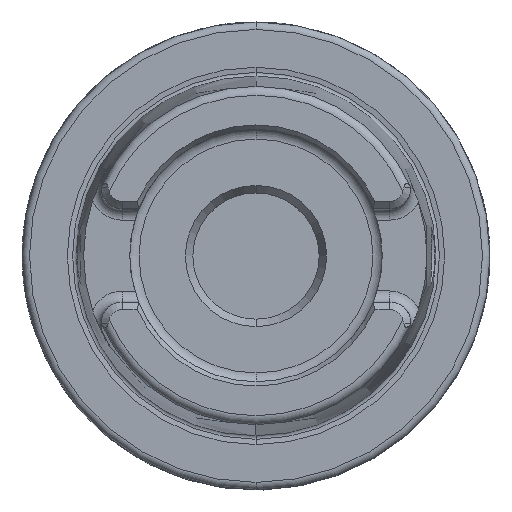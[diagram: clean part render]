
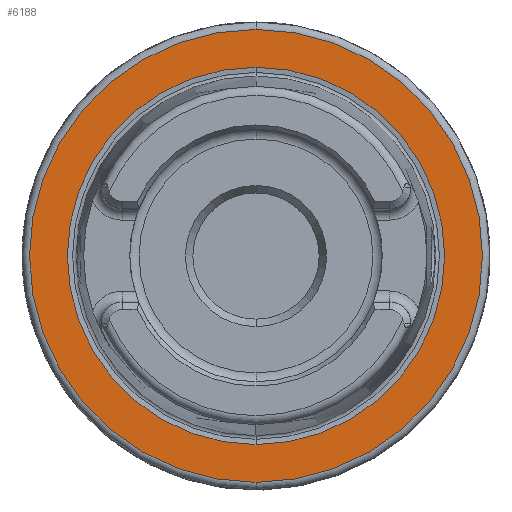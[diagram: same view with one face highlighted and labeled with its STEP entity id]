
A CAD part, top view. The second image highlights one B-rep face of the part: STEP entity #6188.
In plain terms, the highlighted planar face has unit normal (0, 0, 1).
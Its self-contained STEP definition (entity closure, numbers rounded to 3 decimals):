
#1537=CARTESIAN_POINT('',(0,0,26));
#1538=DIRECTION('',(0,0,1));
#1539=DIRECTION('',(0,1,0));
#1540=AXIS2_PLACEMENT_3D('',#1537,#1538,#1539);
#1542=CARTESIAN_POINT('',(0,0,26));
#1543=DIRECTION('',(0,0,1));
#1544=DIRECTION('',(0,-1,0));
#1545=AXIS2_PLACEMENT_3D('',#1542,#1543,#1544);
#1555=CARTESIAN_POINT('',(0,0,26));
#1556=DIRECTION('',(0,0,1));
#1557=DIRECTION('',(0,1,0));
#1558=AXIS2_PLACEMENT_3D('',#1555,#1556,#1557);
#1560=CARTESIAN_POINT('',(0,0,26));
#1561=DIRECTION('',(0,0,-1));
#1562=DIRECTION('',(0,1,0));
#1563=AXIS2_PLACEMENT_3D('',#1560,#1561,#1562);
#3982=CARTESIAN_POINT('',(0,25.409,26));
#3984=VERTEX_POINT('',#3982);
#4018=CARTESIAN_POINT('',(0,-25.409,26));
#4020=VERTEX_POINT('',#4018);
#4084=CARTESIAN_POINT('',(0,30.5,26));
#4085=CARTESIAN_POINT('',(0,-30.5,26));
#4086=VERTEX_POINT('',#4084);
#4087=VERTEX_POINT('',#4085);
#6172=CARTESIAN_POINT('',(0,0,26));
#6173=DIRECTION('',(0,0,-1));
#6174=DIRECTION('',(0,-1,0));
#6175=AXIS2_PLACEMENT_3D('',#6172,#6173,#6174);
#6176=PLANE('',#6175);
#6178=ORIENTED_EDGE('',*,*,#6177,.F.);
#6179=ORIENTED_EDGE('',*,*,#6162,.F.);
#6180=EDGE_LOOP('',(#6178,#6179));
#6181=FACE_OUTER_BOUND('',#6180,.F.);
#6183=ORIENTED_EDGE('',*,*,#6182,.T.);
#6185=ORIENTED_EDGE('',*,*,#6184,.F.);
#6186=EDGE_LOOP('',(#6183,#6185));
#6187=FACE_BOUND('',#6186,.F.);
#6188=ADVANCED_FACE('',(#6181,#6187),#6176,.F.);
#1541=CIRCLE('',#1540,30.5);
#1546=CIRCLE('',#1545,30.5);
#1559=CIRCLE('',#1558,25.409);
#1564=CIRCLE('',#1563,25.409);
#6162=EDGE_CURVE('',#4087,#4086,#1546,.T.);
#6177=EDGE_CURVE('',#4086,#4087,#1541,.T.);
#6182=EDGE_CURVE('',#3984,#4020,#1559,.T.);
#6184=EDGE_CURVE('',#3984,#4020,#1564,.T.);
